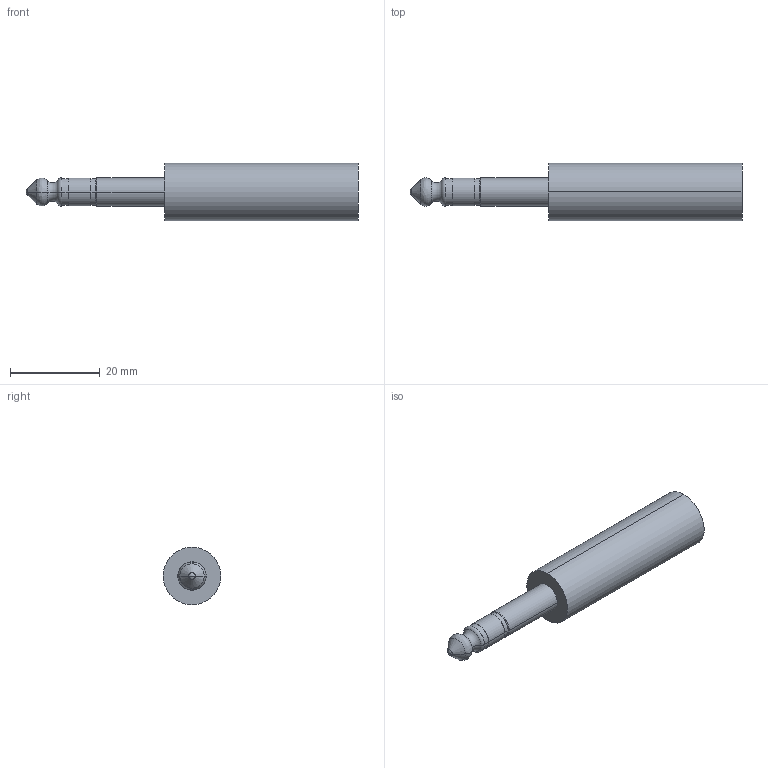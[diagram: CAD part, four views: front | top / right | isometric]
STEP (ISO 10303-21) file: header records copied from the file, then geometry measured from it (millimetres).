
FILE_DESCRIPTION((''),'2;1');
FILE_NAME('PRT0001','2021-04-25T',('yuj'),(''),'PRO/ENGINEER BY PARAMETRIC TECHNOLOGY CORPORATION, 2013040','PRO/ENGINEER BY PARAMETRIC TECHNOLOGY CORPORATION, 2013040','');
FILE_SCHEMA(('CONFIG_CONTROL_DESIGN'));
Length unit declared in the file: millimetre
Products named in the file (1): PRT0001
Bounding box: 73.85 x 12.8 x 12.8 mm (x, y, z)
Volume: 5767.9 mm3; surface area: 7233.6 mm2
Topology: 1 solids, 13 shells, 335 faces, 892 edges, 554 vertices
Faces by surface type: plane 189, cylinder 116, cone 20, torus 6, bspline 2, sphere 2
Entity records: 10587 total; most frequent: CARTESIAN_POINT 1950, DIRECTION 1870, ORIENTED_EDGE 1776, EDGE_CURVE 888, AXIS2_PLACEMENT_3D 691, VERTEX_POINT 554, VECTOR 488, LINE 488
